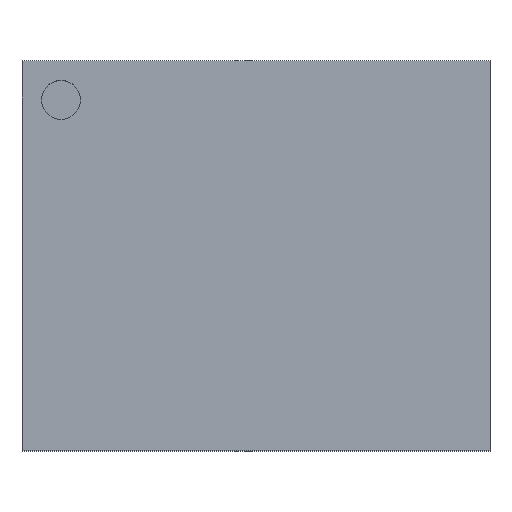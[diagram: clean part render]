
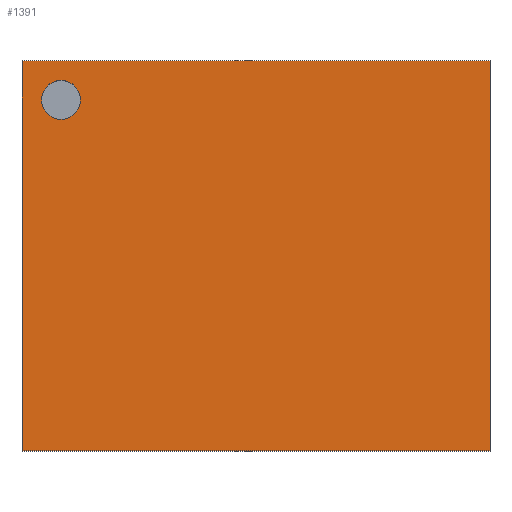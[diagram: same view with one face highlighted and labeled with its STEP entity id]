
A CAD part, top view. The second image highlights one B-rep face of the part: STEP entity #1391.
In plain terms, the highlighted planar face has unit normal (0, 0, 1).
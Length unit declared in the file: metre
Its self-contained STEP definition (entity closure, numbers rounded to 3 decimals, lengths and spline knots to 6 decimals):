
#91=CIRCLE('',#1904,0.000125);
#169=ORIENTED_EDGE('',*,*,#525,.F.);
#170=ORIENTED_EDGE('',*,*,#518,.F.);
#171=ORIENTED_EDGE('',*,*,#521,.T.);
#172=ORIENTED_EDGE('',*,*,#523,.T.);
#173=ORIENTED_EDGE('',*,*,#524,.F.);
#518=EDGE_CURVE('',#699,#700,#822,.T.);
#521=EDGE_CURVE('',#699,#701,#825,.T.);
#523=EDGE_CURVE('',#701,#702,#827,.T.);
#524=EDGE_CURVE('',#700,#702,#828,.T.);
#525=EDGE_CURVE('',#703,#703,#91,.T.);
#699=VERTEX_POINT('',#2444);
#700=VERTEX_POINT('',#2446);
#701=VERTEX_POINT('',#2450);
#702=VERTEX_POINT('',#2454);
#703=VERTEX_POINT('',#2460);
#822=LINE('',#2445,#1002);
#825=LINE('',#2451,#1005);
#827=LINE('',#2455,#1007);
#828=LINE('',#2457,#1008);
#1002=VECTOR('',#2045,1.);
#1005=VECTOR('',#2050,1.);
#1007=VECTOR('',#2054,1.);
#1008=VECTOR('',#2057,1.);
#1140=EDGE_LOOP('',(#169));
#1141=EDGE_LOOP('',(#170,#171,#172,#173));
#1234=FACE_BOUND('',#1140,.T.);
#1235=FACE_BOUND('',#1141,.T.);
#1314=PLANE('',#1903);
#1391=ADVANCED_FACE('',(#1234,#1235),#1314,.T.);
#1903=AXIS2_PLACEMENT_3D('',#2458,#2058,#2059);
#1904=AXIS2_PLACEMENT_3D('',#2459,#2060,#2061);
#2045=DIRECTION('',(1.,0.,0.));
#2050=DIRECTION('',(0.,-1.,0.));
#2054=DIRECTION('',(1.,0.,0.));
#2057=DIRECTION('',(0.,-1.,0.));
#2058=DIRECTION('',(0.,0.,1.));
#2059=DIRECTION('',(1.,0.,0.));
#2060=DIRECTION('',(0.,0.,1.));
#2061=DIRECTION('',(1.,0.,0.));
#2444=CARTESIAN_POINT('',(-0.0015,0.00125,0.0007));
#2445=CARTESIAN_POINT('',(0.,0.00125,0.0007));
#2446=CARTESIAN_POINT('',(0.0015,0.00125,0.0007));
#2450=CARTESIAN_POINT('',(-0.0015,-0.00125,0.0007));
#2451=CARTESIAN_POINT('',(-0.0015,0.,0.0007));
#2454=CARTESIAN_POINT('',(0.0015,-0.00125,0.0007));
#2455=CARTESIAN_POINT('',(0.,-0.00125,0.0007));
#2457=CARTESIAN_POINT('',(0.0015,0.,0.0007));
#2458=CARTESIAN_POINT('',(0.,0.,0.0007));
#2459=CARTESIAN_POINT('',(-0.00125,0.001,0.0007));
#2460=CARTESIAN_POINT('',(-0.001125,0.001,0.0007));
